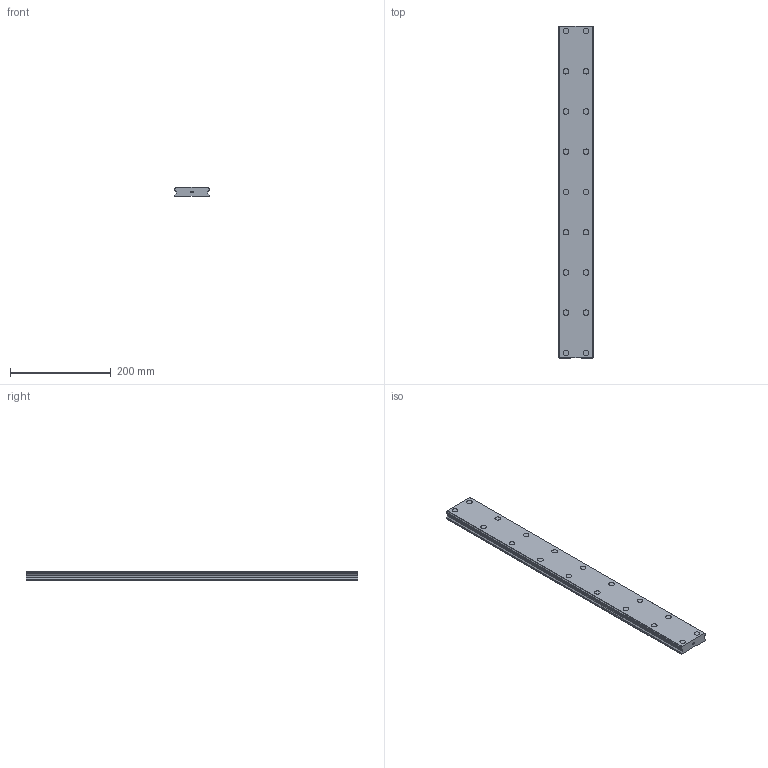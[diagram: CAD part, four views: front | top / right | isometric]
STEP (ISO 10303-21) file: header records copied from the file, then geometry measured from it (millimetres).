
FILE_DESCRIPTION(('STEP AP214'),'1');
FILE_NAME('cctmp_C002AD87-0390-4966-B97F-4352CA65436F_2021_03_08_08_25_17_0476..stp','2021-03-08T07:25:17',('HIWIN GmbH'),('CADClick - www.CADClick.com'),'Spatial InterOp 3D',' ','unknown authorization');
FILE_SCHEMA(('AUTOMOTIVE_DESIGN'));
Length unit declared in the file: millimetre
Products named in the file (1): WER35R660H_FILE
Bounding box: 69 x 660 x 19 mm (x, y, z)
Volume: 794719.9 mm3; surface area: 131450.3 mm2
Topology: 1 solids, 1 shells, 265 faces, 615 edges, 410 vertices
Faces by surface type: plane 139, cylinder 126
Entity records: 9765 total; most frequent: DIRECTION 1399, CARTESIAN_POINT 1291, ORIENTED_EDGE 1230, EDGE_CURVE 615, AXIS2_PLACEMENT_3D 518, VERTEX_POINT 410, LINE 363, VECTOR 363
